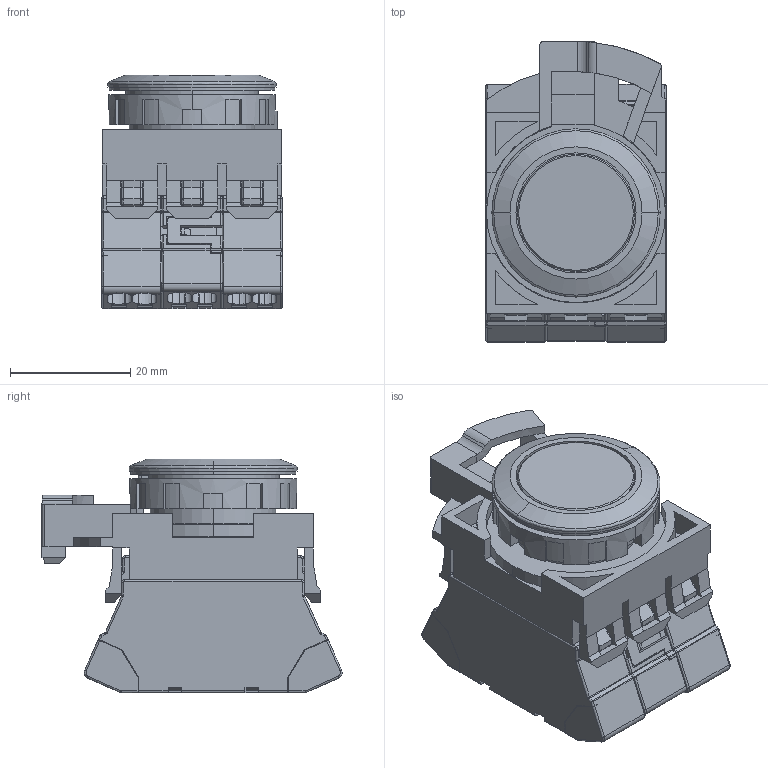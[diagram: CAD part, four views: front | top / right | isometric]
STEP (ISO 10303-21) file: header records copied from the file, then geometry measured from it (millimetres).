
FILE_DESCRIPTION (( 'STEP AP214' ), '1' );
FILE_NAME ('101_CW[1][4]L-M1PxxQ#$.STEP', '2020-08-04T06:22:56', ( 'IDEC' ), ( 'IDEC' ), 'SwSTEP 2.0', 'SolidWorks 2019', '' );
FILE_SCHEMA (( 'AUTOMOTIVE_DESIGN' ));
Length unit declared in the file: millimetre
Products named in the file (7): CW-ROUND-FLUSH-LENS; CW-PAQ#; CW-CN; CW-LOCK-NUT; CW-PB-BODY; HW-Pxx(R); 101_CW[1][4]L-M1PxxQ#$
Assembly tree (7 placements, depth 2):
  101_CW[1][4]L-M1PxxQ#$
    CW-PB-BODY
    CW-ROUND-FLUSH-LENS
    CW-CN
    HW-Pxx(R)  x2
    CW-PAQ#
    CW-LOCK-NUT
Bounding box: 30 x 49.96 x 38.93 mm (x, y, z)
Volume: 33654.7 mm3; surface area: 21945.9 mm2
Topology: 7 solids, 9 shells, 1815 faces, 5012 edges, 3188 vertices
Faces by surface type: plane 1072, cylinder 613, bspline 122, cone 8
Entity records: 43701 total; most frequent: CARTESIAN_POINT 9972, ORIENTED_EDGE 7314, DIRECTION 6647, EDGE_CURVE 3657, LINE 2635, VECTOR 2635, VERTEX_POINT 2346, AXIS2_PLACEMENT_3D 2006
